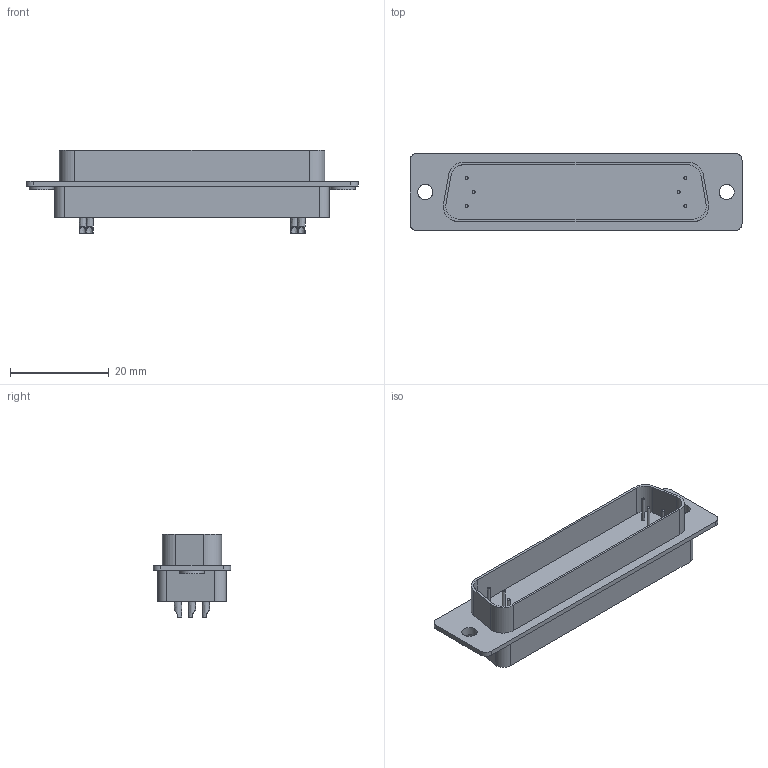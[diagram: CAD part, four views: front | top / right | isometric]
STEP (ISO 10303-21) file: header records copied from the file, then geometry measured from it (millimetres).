
FILE_DESCRIPTION((''),'2;1');
FILE_NAME( '0967_D-Sub_male_str_solder_buckets_50_pins.stp', '2007-08-02T16:26:24',('User'),('SDRC'),'I-DEAS Master Series 9','UNIX', 'Yes');
FILE_SCHEMA(('AUTOMOTIVE_DESIGN { 1 0 10303 214 1 1 1 1 }'));
Length unit declared in the file: millimetre
Products named in the file (1): 0967_D-Sub_male_str_solder_buckets_50_pins
Bounding box: 67.31 x 15.75 x 17 mm (x, y, z)
Volume: 6139.4 mm3; surface area: 4895.5 mm2
Topology: 1 solids, 1 shells, 85 faces, 186 edges, 120 vertices
Faces by surface type: bspline 85
Entity records: 2771 total; most frequent: CARTESIAN_POINT 1487, ORIENTED_EDGE 372, EDGE_CURVE 186, VERTEX_POINT 120, OVER_RIDING_STYLED_ITEM 108, EDGE_LOOP 106, FACE_OUTER_BOUND 85, ADVANCED_FACE 85
